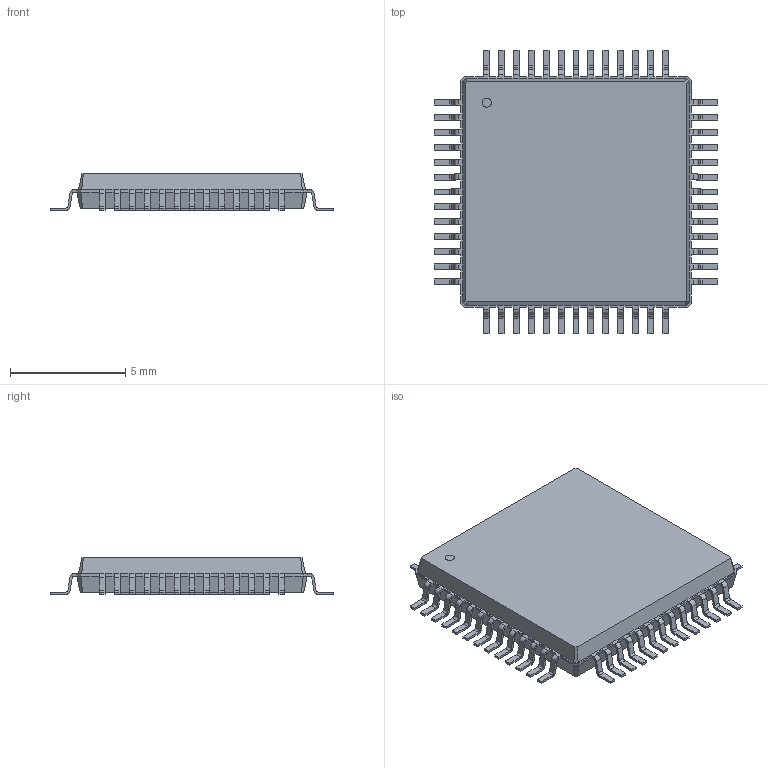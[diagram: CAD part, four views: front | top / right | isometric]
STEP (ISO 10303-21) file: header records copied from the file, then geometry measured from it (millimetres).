
FILE_DESCRIPTION(/* description */ ('model of TQFP-52-1EP_10x10mm_P0.65mm_EP6.5x6.5mm'),/* implementation_level */ '2;1');
FILE_NAME(/* name */ 'TQFP-52-1EP_10x10mm_P0.65mm_EP6.5x6.5mm.step',/* time_stamp */ '1970-01-01T00:00:00',/* author */ ('KiCAD','kicad'),/* organization */ ('OCCT'),/* preprocessor_version */ '',/* originating_system */ 'KiCAD',/* authorisation */ '');
FILE_SCHEMA(('AUTOMOTIVE_DESIGN { 1 0 10303 214 1 1 1 1 }'));
Length unit declared in the file: millimetre
Products named in the file (1): TQFP-52-1EP_10x10mm_P0.65mm_EP6.5x6.5mm
Bounding box: 12.32 x 12.32 x 1.6 mm (x, y, z)
Volume: 150.4 mm3; surface area: 316 mm2
Topology: 1 solids, 1 shells, 812 faces, 2209 edges, 1401 vertices
Faces by surface type: plane 588, cylinder 208, bspline 16
Entity records: 16275 total; most frequent: ORIENTED_EDGE 3772, EDGE_CURVE 2209, CARTESIAN_POINT 1924, LINE 1404, VERTEX_POINT 1401, AXIS2_PLACEMENT_3D 1033, FACE_BOUND 814, EDGE_LOOP 814
